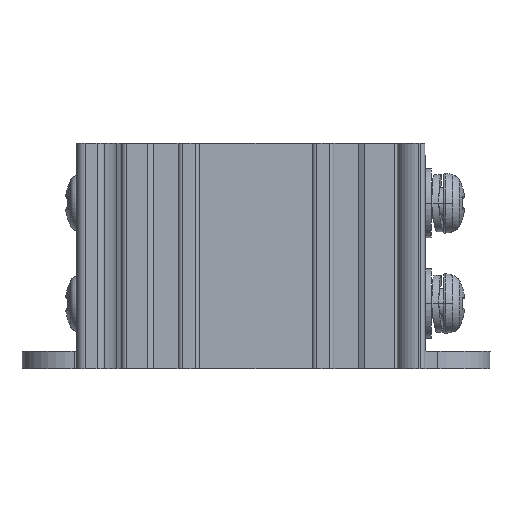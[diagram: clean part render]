
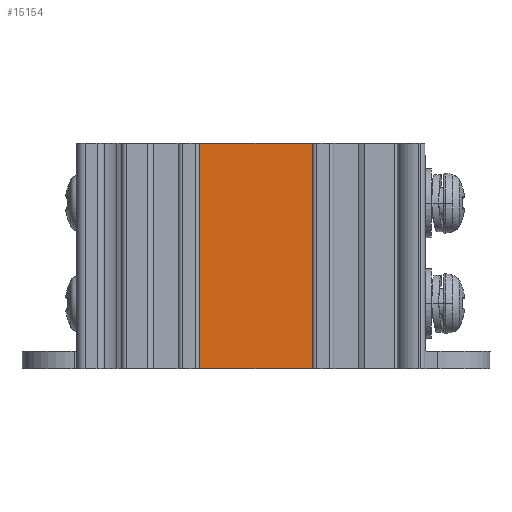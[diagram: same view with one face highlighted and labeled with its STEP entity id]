
A CAD part, front view. The second image highlights one B-rep face of the part: STEP entity #15154.
In plain terms, the highlighted planar face has unit normal (0, -1, 0).
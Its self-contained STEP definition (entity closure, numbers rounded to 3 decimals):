
#1022=DIRECTION('',(-1.,0.,0.));
#1023=VECTOR('',#1022,13.);
#1024=CARTESIAN_POINT('',(6.5,-19.55,14.35));
#1025=LINE('',#1024,#1023);
#1518=DIRECTION('',(1.,0.,0.));
#1519=VECTOR('',#1518,13.);
#1520=CARTESIAN_POINT('',(-6.5,-19.55,-11.65));
#1521=LINE('',#1520,#1519);
#1522=DIRECTION('',(0.,0.,-1.));
#1523=VECTOR('',#1522,26.);
#1524=CARTESIAN_POINT('',(6.5,-19.55,14.35));
#1525=LINE('',#1524,#1523);
#1530=DIRECTION('',(0.,0.,-1.));
#1531=VECTOR('',#1530,26.);
#1532=CARTESIAN_POINT('',(-6.5,-19.55,14.35));
#1533=LINE('',#1532,#1531);
#12106=CARTESIAN_POINT('',(6.5,-19.55,14.35));
#12107=VERTEX_POINT('',#12106);
#12108=CARTESIAN_POINT('',(-6.5,-19.55,14.35));
#12109=VERTEX_POINT('',#12108);
#13496=CARTESIAN_POINT('',(-6.5,-19.55,-11.65));
#13497=VERTEX_POINT('',#13496);
#13498=CARTESIAN_POINT('',(6.5,-19.55,-11.65));
#13499=VERTEX_POINT('',#13498);
#15142=CARTESIAN_POINT('',(0.,-19.55,0.));
#15143=DIRECTION('',(0.,1.,0.));
#15144=DIRECTION('',(1.,0.,0.));
#15145=AXIS2_PLACEMENT_3D('',#15142,#15143,#15144);
#15146=PLANE('',#15145);
#15147=ORIENTED_EDGE('',*,*,#14760,.F.);
#15149=ORIENTED_EDGE('',*,*,#15148,.F.);
#15150=ORIENTED_EDGE('',*,*,#14486,.F.);
#15151=ORIENTED_EDGE('',*,*,#15135,.T.);
#15152=EDGE_LOOP('',(#15147,#15149,#15150,#15151));
#15153=FACE_OUTER_BOUND('',#15152,.F.);
#14486=EDGE_CURVE('',#12107,#12109,#1025,.T.);
#14760=EDGE_CURVE('',#13497,#13499,#1521,.T.);
#15135=EDGE_CURVE('',#12107,#13499,#1525,.T.);
#15148=EDGE_CURVE('',#12109,#13497,#1533,.T.);
#15154=ADVANCED_FACE('',(#15153),#15146,.F.);
